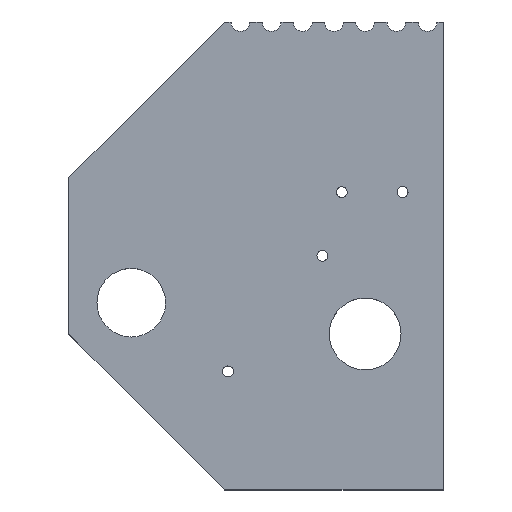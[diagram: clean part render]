
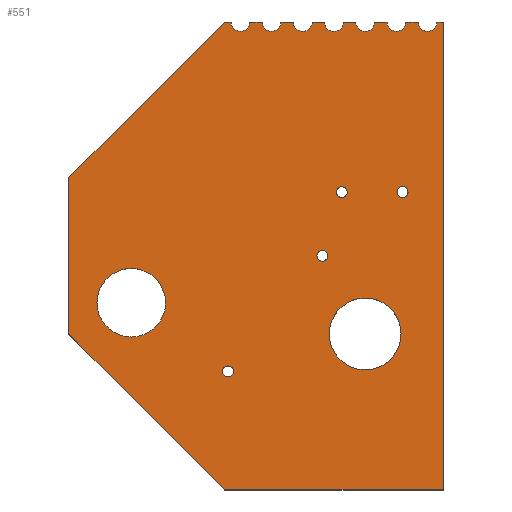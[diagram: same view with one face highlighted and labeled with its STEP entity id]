
A CAD part, top view. The second image highlights one B-rep face of the part: STEP entity #551.
In plain terms, the highlighted planar face has unit normal (0, 0, 1).
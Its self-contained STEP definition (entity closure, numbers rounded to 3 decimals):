
#15=FACE_BOUND('',#107,.T.);
#16=FACE_BOUND('',#108,.T.);
#17=FACE_BOUND('',#109,.T.);
#18=FACE_BOUND('',#110,.T.);
#19=FACE_BOUND('',#111,.T.);
#20=FACE_BOUND('',#112,.T.);
#28=CIRCLE('',#591,0.3);
#30=CIRCLE('',#594,0.3);
#32=CIRCLE('',#597,0.3);
#34=CIRCLE('',#600,0.3);
#35=CIRCLE('',#602,0.3);
#36=CIRCLE('',#603,0.3);
#37=CIRCLE('',#604,0.3);
#38=CIRCLE('',#605,1.1);
#39=CIRCLE('',#606,1.15);
#40=CIRCLE('',#607,0.175);
#41=CIRCLE('',#608,0.175);
#42=CIRCLE('',#609,0.175);
#43=CIRCLE('',#610,0.175);
#78=FACE_OUTER_BOUND('',#106,.T.);
#106=EDGE_LOOP('',(#416,#417,#418,#419,#420,#421,#422,#423,#424,#425,#426,
#427,#428,#429,#430,#431,#432,#433,#434,#435));
#107=EDGE_LOOP('',(#436));
#108=EDGE_LOOP('',(#437));
#109=EDGE_LOOP('',(#438));
#110=EDGE_LOOP('',(#439));
#111=EDGE_LOOP('',(#440));
#112=EDGE_LOOP('',(#441));
#137=LINE('',#806,#189);
#141=LINE('',#815,#193);
#145=LINE('',#824,#197);
#149=LINE('',#833,#201);
#153=LINE('',#842,#205);
#155=LINE('',#848,#207);
#159=LINE('',#857,#211);
#165=LINE('',#869,#217);
#166=LINE('',#885,#218);
#167=LINE('',#887,#219);
#168=LINE('',#889,#220);
#169=LINE('',#891,#221);
#170=LINE('',#892,#222);
#189=VECTOR('',#642,10.);
#193=VECTOR('',#648,10.);
#197=VECTOR('',#654,10.);
#201=VECTOR('',#660,10.);
#205=VECTOR('',#666,10.);
#207=VECTOR('',#670,10.);
#211=VECTOR('',#676,10.);
#217=VECTOR('',#684,10.);
#218=VECTOR('',#713,10.);
#219=VECTOR('',#714,10.);
#220=VECTOR('',#715,10.);
#221=VECTOR('',#716,10.);
#222=VECTOR('',#717,10.);
#239=VERTEX_POINT('',#800);
#241=VERTEX_POINT('',#804);
#243=VERTEX_POINT('',#809);
#245=VERTEX_POINT('',#813);
#247=VERTEX_POINT('',#818);
#249=VERTEX_POINT('',#822);
#251=VERTEX_POINT('',#827);
#253=VERTEX_POINT('',#831);
#255=VERTEX_POINT('',#836);
#257=VERTEX_POINT('',#840);
#258=VERTEX_POINT('',#844);
#260=VERTEX_POINT('',#847);
#262=VERTEX_POINT('',#853);
#264=VERTEX_POINT('',#856);
#267=VERTEX_POINT('',#863);
#269=VERTEX_POINT('',#867);
#270=VERTEX_POINT('',#884);
#271=VERTEX_POINT('',#886);
#272=VERTEX_POINT('',#888);
#273=VERTEX_POINT('',#890);
#274=VERTEX_POINT('',#895);
#275=VERTEX_POINT('',#897);
#276=VERTEX_POINT('',#899);
#277=VERTEX_POINT('',#901);
#278=VERTEX_POINT('',#903);
#279=VERTEX_POINT('',#905);
#293=EDGE_CURVE('',#239,#241,#137,.T.);
#297=EDGE_CURVE('',#243,#245,#141,.T.);
#301=EDGE_CURVE('',#247,#249,#145,.T.);
#305=EDGE_CURVE('',#251,#253,#149,.T.);
#309=EDGE_CURVE('',#255,#257,#153,.T.);
#311=EDGE_CURVE('',#260,#258,#155,.T.);
#315=EDGE_CURVE('',#264,#262,#159,.T.);
#321=EDGE_CURVE('',#267,#269,#165,.T.);
#323=EDGE_CURVE('',#269,#239,#28,.T.);
#325=EDGE_CURVE('',#241,#243,#30,.T.);
#327=EDGE_CURVE('',#245,#247,#32,.T.);
#329=EDGE_CURVE('',#249,#251,#34,.T.);
#330=EDGE_CURVE('',#253,#255,#35,.T.);
#331=EDGE_CURVE('',#257,#270,#166,.T.);
#332=EDGE_CURVE('',#270,#271,#167,.T.);
#333=EDGE_CURVE('',#271,#272,#168,.T.);
#334=EDGE_CURVE('',#272,#273,#169,.T.);
#335=EDGE_CURVE('',#273,#260,#170,.T.);
#336=EDGE_CURVE('',#258,#264,#36,.T.);
#337=EDGE_CURVE('',#262,#267,#37,.T.);
#338=EDGE_CURVE('',#274,#274,#38,.T.);
#339=EDGE_CURVE('',#275,#275,#39,.T.);
#340=EDGE_CURVE('',#276,#276,#40,.T.);
#341=EDGE_CURVE('',#277,#277,#41,.T.);
#342=EDGE_CURVE('',#278,#278,#42,.T.);
#343=EDGE_CURVE('',#279,#279,#43,.T.);
#416=ORIENTED_EDGE('',*,*,#321,.T.);
#417=ORIENTED_EDGE('',*,*,#323,.T.);
#418=ORIENTED_EDGE('',*,*,#293,.T.);
#419=ORIENTED_EDGE('',*,*,#325,.T.);
#420=ORIENTED_EDGE('',*,*,#297,.T.);
#421=ORIENTED_EDGE('',*,*,#327,.T.);
#422=ORIENTED_EDGE('',*,*,#301,.T.);
#423=ORIENTED_EDGE('',*,*,#329,.T.);
#424=ORIENTED_EDGE('',*,*,#305,.T.);
#425=ORIENTED_EDGE('',*,*,#330,.T.);
#426=ORIENTED_EDGE('',*,*,#309,.T.);
#427=ORIENTED_EDGE('',*,*,#331,.T.);
#428=ORIENTED_EDGE('',*,*,#332,.T.);
#429=ORIENTED_EDGE('',*,*,#333,.T.);
#430=ORIENTED_EDGE('',*,*,#334,.T.);
#431=ORIENTED_EDGE('',*,*,#335,.T.);
#432=ORIENTED_EDGE('',*,*,#311,.T.);
#433=ORIENTED_EDGE('',*,*,#336,.T.);
#434=ORIENTED_EDGE('',*,*,#315,.T.);
#435=ORIENTED_EDGE('',*,*,#337,.T.);
#436=ORIENTED_EDGE('',*,*,#338,.T.);
#437=ORIENTED_EDGE('',*,*,#339,.T.);
#438=ORIENTED_EDGE('',*,*,#340,.T.);
#439=ORIENTED_EDGE('',*,*,#341,.T.);
#440=ORIENTED_EDGE('',*,*,#342,.T.);
#441=ORIENTED_EDGE('',*,*,#343,.T.);
#532=PLANE('',#601);
#551=ADVANCED_FACE('',(#78,#15,#16,#17,#18,#19,#20),#532,.T.);
#591=AXIS2_PLACEMENT_3D('',#872,#689,#690);
#594=AXIS2_PLACEMENT_3D('',#875,#695,#696);
#597=AXIS2_PLACEMENT_3D('',#878,#701,#702);
#600=AXIS2_PLACEMENT_3D('',#881,#707,#708);
#601=AXIS2_PLACEMENT_3D('',#882,#709,#710);
#602=AXIS2_PLACEMENT_3D('',#883,#711,#712);
#603=AXIS2_PLACEMENT_3D('',#893,#718,#719);
#604=AXIS2_PLACEMENT_3D('',#894,#720,#721);
#605=AXIS2_PLACEMENT_3D('',#896,#722,#723);
#606=AXIS2_PLACEMENT_3D('',#898,#724,#725);
#607=AXIS2_PLACEMENT_3D('',#900,#726,#727);
#608=AXIS2_PLACEMENT_3D('',#902,#728,#729);
#609=AXIS2_PLACEMENT_3D('',#904,#730,#731);
#610=AXIS2_PLACEMENT_3D('',#906,#732,#733);
#642=DIRECTION('',(-1.,0.,0.));
#648=DIRECTION('',(-1.,0.,0.));
#654=DIRECTION('',(-1.,0.,0.));
#660=DIRECTION('',(-1.,0.,0.));
#666=DIRECTION('',(-1.,0.,0.));
#670=DIRECTION('',(-1.,0.,0.));
#676=DIRECTION('',(-1.,0.,0.));
#684=DIRECTION('',(-1.,0.,0.));
#689=DIRECTION('center_axis',(0.,0.,
-1.));
#690=DIRECTION('ref_axis',(1.,0.,0.));
#695=DIRECTION('center_axis',(0.,0.,
-1.));
#696=DIRECTION('ref_axis',(1.,0.,0.));
#701=DIRECTION('center_axis',(0.,0.,
-1.));
#702=DIRECTION('ref_axis',(1.,0.,0.));
#707=DIRECTION('center_axis',(0.,0.,
-1.));
#708=DIRECTION('ref_axis',(1.,0.,0.));
#709=DIRECTION('center_axis',(0.,0.,
1.));
#710=DIRECTION('ref_axis',(1.,0.,0.));
#711=DIRECTION('center_axis',(0.,0.,
-1.));
#712=DIRECTION('ref_axis',(1.,0.,0.));
#713=DIRECTION('',(-0.707,-0.707,0.));
#714=DIRECTION('',(0.,-1.,0.));
#715=DIRECTION('',(0.707,-0.707,0.));
#716=DIRECTION('',(1.,0.,0.));
#717=DIRECTION('',(0.,1.,0.));
#718=DIRECTION('center_axis',(0.,0.,
-1.));
#719=DIRECTION('ref_axis',(1.,0.,0.));
#720=DIRECTION('center_axis',(0.,0.,
-1.));
#721=DIRECTION('ref_axis',(1.,0.,0.));
#722=DIRECTION('center_axis',(0.,0.,
-1.));
#723=DIRECTION('ref_axis',(1.,0.,0.));
#724=DIRECTION('center_axis',(0.,0.,
-1.));
#725=DIRECTION('ref_axis',(1.,0.,0.));
#726=DIRECTION('center_axis',(0.,0.,
-1.));
#727=DIRECTION('ref_axis',(1.,0.,0.));
#728=DIRECTION('center_axis',(0.,0.,
-1.));
#729=DIRECTION('ref_axis',(1.,0.,0.));
#730=DIRECTION('center_axis',(0.,0.,
-1.));
#731=DIRECTION('ref_axis',(1.,0.,0.));
#732=DIRECTION('center_axis',(0.,0.,
-1.));
#733=DIRECTION('ref_axis',(1.,0.,0.));
#800=CARTESIAN_POINT('',(4.2,15.,1.57));
#804=CARTESIAN_POINT('',(3.8,15.,1.57));
#806=CARTESIAN_POINT('',(1.,15.,1.57));
#809=CARTESIAN_POINT('',(3.2,15.,1.57));
#813=CARTESIAN_POINT('',(2.8,15.,1.57));
#815=CARTESIAN_POINT('',(1.,15.,1.57));
#818=CARTESIAN_POINT('',(2.2,15.,1.57));
#822=CARTESIAN_POINT('',(1.8,15.,1.57));
#824=CARTESIAN_POINT('',(1.,15.,1.57));
#827=CARTESIAN_POINT('',(1.2,15.,1.57));
#831=CARTESIAN_POINT('',(0.8,15.,1.57));
#833=CARTESIAN_POINT('',(1.,15.,1.57));
#836=CARTESIAN_POINT('',(0.2,15.,1.57));
#840=CARTESIAN_POINT('',(0.,15.,1.57));
#842=CARTESIAN_POINT('',(1.,15.,1.57));
#844=CARTESIAN_POINT('',(6.8,15.,1.57));
#847=CARTESIAN_POINT('',(7.,15.,1.57));
#848=CARTESIAN_POINT('',(1.,15.,1.57));
#853=CARTESIAN_POINT('',(5.8,15.,1.57));
#856=CARTESIAN_POINT('',(6.2,15.,1.57));
#857=CARTESIAN_POINT('',(1.,15.,1.57));
#863=CARTESIAN_POINT('',(5.2,15.,1.57));
#867=CARTESIAN_POINT('',(4.8,15.,1.57));
#869=CARTESIAN_POINT('',(1.,15.,1.57));
#872=CARTESIAN_POINT('Origin',(4.5,15.,1.57));
#875=CARTESIAN_POINT('Origin',(3.5,15.,1.57));
#878=CARTESIAN_POINT('Origin',(2.5,15.,1.57));
#881=CARTESIAN_POINT('Origin',(1.5,15.,1.57));
#882=CARTESIAN_POINT('Origin',(1.,22.5,1.57));
#883=CARTESIAN_POINT('Origin',(0.5,15.,1.57));
#884=CARTESIAN_POINT('',(-5.,10.,1.57));
#885=CARTESIAN_POINT('',(0.,15.,1.57));
#886=CARTESIAN_POINT('',(-5.,5.,1.57));
#887=CARTESIAN_POINT('',(-5.,10.,1.57));
#888=CARTESIAN_POINT('',(0.,0.,1.57));
#889=CARTESIAN_POINT('',(-5.,5.,1.57));
#890=CARTESIAN_POINT('',(7.,0.,1.57));
#891=CARTESIAN_POINT('',(0.,0.,1.57));
#892=CARTESIAN_POINT('',(7.,0.,1.57));
#893=CARTESIAN_POINT('Origin',(6.5,15.,1.57));
#894=CARTESIAN_POINT('Origin',(5.5,15.,1.57));
#895=CARTESIAN_POINT('',(-4.1,6.,1.57));
#896=CARTESIAN_POINT('Origin',(-3.,6.,1.57));
#897=CARTESIAN_POINT('',(3.35,5.,1.57));
#898=CARTESIAN_POINT('Origin',(4.5,5.,1.57));
#899=CARTESIAN_POINT('',(2.953,7.506,1.57));
#900=CARTESIAN_POINT('Origin',(3.128,7.506,1.57));
#901=CARTESIAN_POINT('',(-0.075,3.8,1.57));
#902=CARTESIAN_POINT('Origin',(0.1,3.8,1.57));
#903=CARTESIAN_POINT('',(5.525,9.55,1.57));
#904=CARTESIAN_POINT('Origin',(5.7,9.55,1.57));
#905=CARTESIAN_POINT('',(3.575,9.546,1.57));
#906=CARTESIAN_POINT('Origin',(3.75,9.546,1.57));
